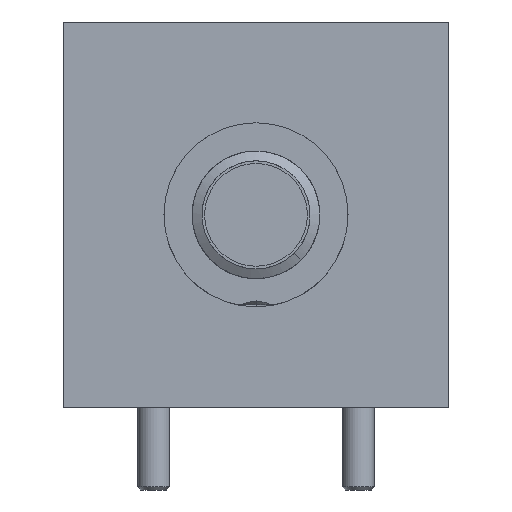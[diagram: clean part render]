
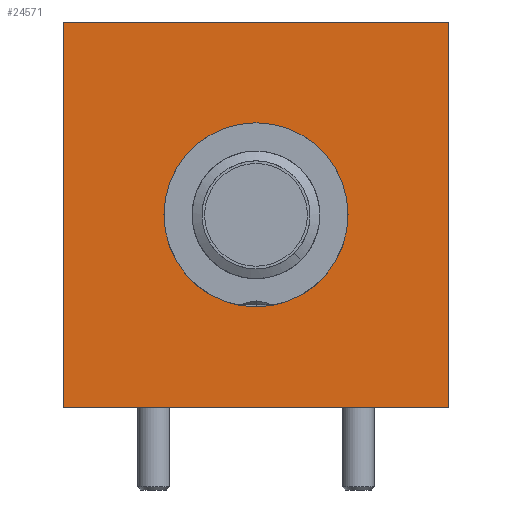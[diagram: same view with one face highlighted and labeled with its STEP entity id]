
A CAD part, left-side view. The second image highlights one B-rep face of the part: STEP entity #24571.
In plain terms, the highlighted planar face has unit normal (-1, 0, 0).
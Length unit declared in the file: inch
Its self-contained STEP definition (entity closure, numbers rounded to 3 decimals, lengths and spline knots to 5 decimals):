
#63 = VERTEX_POINT ( 'NONE', #23759 ) ;
#101 = LINE ( 'NONE', #6614, #17264 ) ;
#174 = DIRECTION ( 'NONE',  ( -1., 0., 0. ) ) ;
#243 = DIRECTION ( 'NONE',  ( 0., -1., 0. ) ) ;
#1076 = VERTEX_POINT ( 'NONE', #11184 ) ;
#1087 = EDGE_CURVE ( 'NONE', #13917, #63, #19067, .T. ) ;
#1843 = ORIENTED_EDGE ( 'NONE', *, *, #18529, .T. ) ;
#2215 = EDGE_CURVE ( 'NONE', #5602, #8977, #101, .T. ) ;
#2445 = CIRCLE ( 'NONE', #17805, 0.179 ) ;
#2721 = DIRECTION ( 'NONE',  ( 0., 0., 1. ) ) ;
#3768 = AXIS2_PLACEMENT_3D ( 'NONE', #4365, #10453, #21226 ) ;
#4365 = CARTESIAN_POINT ( 'NONE',  ( -0.5775, 0.75, 0.375 ) ) ;
#5602 = VERTEX_POINT ( 'NONE', #19715 ) ;
#5675 = LINE ( 'NONE', #11462, #25062 ) ;
#5676 = FACE_OUTER_BOUND ( 'NONE', #14419, .T. ) ;
#6402 = EDGE_CURVE ( 'NONE', #5602, #1076, #27690, .T. ) ;
#6614 = CARTESIAN_POINT ( 'NONE',  ( -0.5775, 0.75, -0.375 ) ) ;
#7718 = VECTOR ( 'NONE', #24809, 39.37008 ) ;
#7942 = FACE_BOUND ( 'NONE', #8024, .T. ) ;
#8024 = EDGE_LOOP ( 'NONE', ( #26827, #23925 ) ) ;
#8135 = ORIENTED_EDGE ( 'NONE', *, *, #15924, .F. ) ;
#8263 = CARTESIAN_POINT ( 'NONE',  ( -0.5775, 0.75, 0.375 ) ) ;
#8398 = DIRECTION ( 'NONE',  ( 0., 0., 1. ) ) ;
#8949 = CARTESIAN_POINT ( 'NONE',  ( -0.5775, 0.375, 0. ) ) ;
#8977 = VERTEX_POINT ( 'NONE', #21745 ) ;
#10453 = DIRECTION ( 'NONE',  ( 1., 0., 0. ) ) ;
#10777 = CARTESIAN_POINT ( 'NONE',  ( -0.5775, 0.375, 0. ) ) ;
#11184 = CARTESIAN_POINT ( 'NONE',  ( -0.5775, 0.75, 0.375 ) ) ;
#11462 = CARTESIAN_POINT ( 'NONE',  ( -0.5775, 0.75, 0.375 ) ) ;
#11531 = CARTESIAN_POINT ( 'NONE',  ( -0.5775, 0.375, -0.179 ) ) ;
#11949 = ORIENTED_EDGE ( 'NONE', *, *, #6402, .F. ) ;
#13432 = DIRECTION ( 'NONE',  ( -1., 0., 0. ) ) ;
#13917 = VERTEX_POINT ( 'NONE', #11531 ) ;
#14419 = EDGE_LOOP ( 'NONE', ( #1843, #8135, #11949, #24745 ) ) ;
#14519 = AXIS2_PLACEMENT_3D ( 'NONE', #10777, #13432, #2721 ) ;
#14811 = LINE ( 'NONE', #27622, #7718 ) ;
#15924 = EDGE_CURVE ( 'NONE', #1076, #19321, #5675, .T. ) ;
#17264 = VECTOR ( 'NONE', #243, 39.37008 ) ;
#17292 = DIRECTION ( 'NONE',  ( 0., 0., 1. ) ) ;
#17805 = AXIS2_PLACEMENT_3D ( 'NONE', #8949, #174, #17292 ) ;
#17978 = DIRECTION ( 'NONE',  ( 0., -1., 0. ) ) ;
#18529 = EDGE_CURVE ( 'NONE', #8977, #19321, #14811, .T. ) ;
#19067 = CIRCLE ( 'NONE', #14519, 0.179 ) ;
#19321 = VERTEX_POINT ( 'NONE', #19504 ) ;
#19339 = VECTOR ( 'NONE', #8398, 39.37008 ) ;
#19504 = CARTESIAN_POINT ( 'NONE',  ( -0.5775, 0., 0.375 ) ) ;
#19715 = CARTESIAN_POINT ( 'NONE',  ( -0.5775, 0.75, -0.375 ) ) ;
#20524 = PLANE ( 'NONE',  #3768 ) ;
#21226 = DIRECTION ( 'NONE',  ( 0., 0., -1. ) ) ;
#21745 = CARTESIAN_POINT ( 'NONE',  ( -0.5775, 0., -0.375 ) ) ;
#22473 = EDGE_CURVE ( 'NONE', #63, #13917, #2445, .T. ) ;
#23759 = CARTESIAN_POINT ( 'NONE',  ( -0.5775, 0.375, 0.179 ) ) ;
#23925 = ORIENTED_EDGE ( 'NONE', *, *, #1087, .F. ) ;
#24571 = ADVANCED_FACE ( 'NONE', ( #7942, #5676 ), #20524, .F. ) ;
#24745 = ORIENTED_EDGE ( 'NONE', *, *, #2215, .T. ) ;
#24809 = DIRECTION ( 'NONE',  ( 0., 0., 1. ) ) ;
#25062 = VECTOR ( 'NONE', #17978, 39.37008 ) ;
#26827 = ORIENTED_EDGE ( 'NONE', *, *, #22473, .F. ) ;
#27622 = CARTESIAN_POINT ( 'NONE',  ( -0.5775, 0., 0.375 ) ) ;
#27690 = LINE ( 'NONE', #8263, #19339 ) ;
